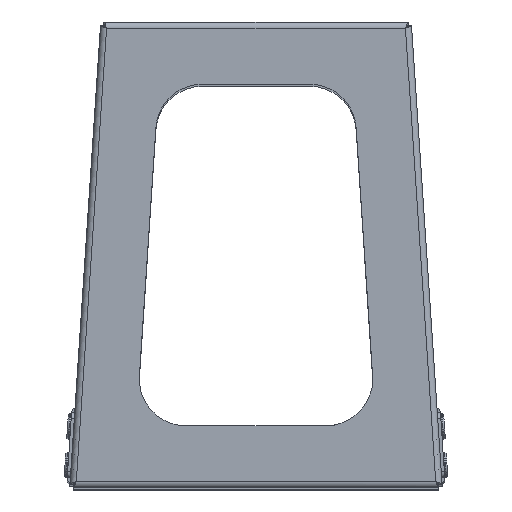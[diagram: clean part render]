
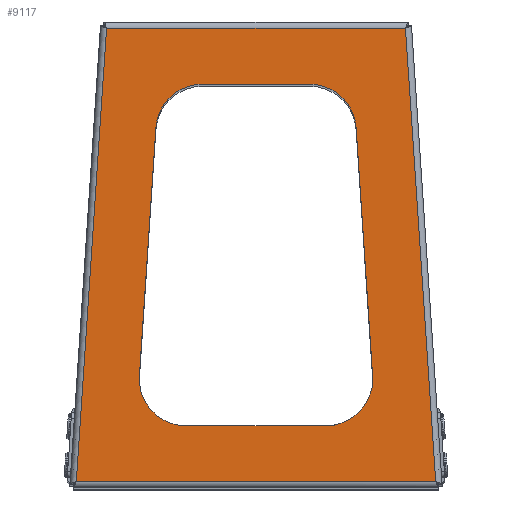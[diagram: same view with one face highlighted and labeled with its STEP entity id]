
A CAD part, top view. The second image highlights one B-rep face of the part: STEP entity #9117.
In plain terms, the highlighted planar face has unit normal (0, 0, 1).
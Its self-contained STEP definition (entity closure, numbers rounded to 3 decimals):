
#306 = ORIENTED_EDGE ( 'NONE', *, *, #1864, .T. ) ;
#325 = FACE_BOUND ( 'NONE', #2243, .T. ) ;
#534 = DIRECTION ( 'NONE',  ( 0., 0., 1. ) ) ;
#597 = DIRECTION ( 'NONE',  ( -1., 0., 0. ) ) ;
#602 = LINE ( 'NONE', #8716, #12079 ) ;
#613 = CARTESIAN_POINT ( 'NONE',  ( -115.724, -146., 0. ) ) ;
#874 = EDGE_CURVE ( 'NONE', #8439, #6794, #10836, .T. ) ;
#912 = AXIS2_PLACEMENT_3D ( 'NONE', #2456, #10110, #1226 ) ;
#1077 = EDGE_LOOP ( 'NONE', ( #306, #1685, #2980, #5464 ) ) ;
#1206 = ORIENTED_EDGE ( 'NONE', *, *, #874, .F. ) ;
#1222 = ORIENTED_EDGE ( 'NONE', *, *, #4161, .F. ) ;
#1226 = DIRECTION ( 'NONE',  ( 1., 0., 0. ) ) ;
#1372 = CARTESIAN_POINT ( 'NONE',  ( -96.258, 146., 0. ) ) ;
#1498 = EDGE_CURVE ( 'NONE', #6794, #6184, #3654, .T. ) ;
#1566 = AXIS2_PLACEMENT_3D ( 'NONE', #9431, #534, #597 ) ;
#1641 = EDGE_CURVE ( 'NONE', #1759, #3740, #8357, .T. ) ;
#1685 = ORIENTED_EDGE ( 'NONE', *, *, #6664, .T. ) ;
#1700 = VERTEX_POINT ( 'NONE', #1935 ) ;
#1707 = DIRECTION ( 'NONE',  ( -0.067, -0.998, 0. ) ) ;
#1759 = VERTEX_POINT ( 'NONE', #5070 ) ;
#1786 = DIRECTION ( 'NONE',  ( 1., 0., 0. ) ) ;
#1864 = EDGE_CURVE ( 'NONE', #11163, #10296, #602, .T. ) ;
#1871 = DIRECTION ( 'NONE',  ( 1., 0., 0. ) ) ;
#1935 = CARTESIAN_POINT ( 'NONE',  ( -64.445, 81.996, 0. ) ) ;
#1978 = EDGE_CURVE ( 'NONE', #5209, #11074, #2984, .T. ) ;
#1986 = VECTOR ( 'NONE', #2584, 1000. ) ;
#2243 = EDGE_LOOP ( 'NONE', ( #12135, #9603, #1206, #1222, #4686, #4230, #2924, #5065, #8340 ) ) ;
#2244 = DIRECTION ( 'NONE',  ( -1., 0., 0. ) ) ;
#2289 = DIRECTION ( 'NONE',  ( -1., 0., 0. ) ) ;
#2456 = CARTESIAN_POINT ( 'NONE',  ( 0., 0., 0. ) ) ;
#2476 = VECTOR ( 'NONE', #3624, 1000. ) ;
#2513 = DIRECTION ( 'NONE',  ( 0., 0., 1. ) ) ;
#2584 = DIRECTION ( 'NONE',  ( -1., 0., 0. ) ) ;
#2644 = CARTESIAN_POINT ( 'NONE',  ( -34.511, 110., 0. ) ) ;
#2872 = CARTESIAN_POINT ( 'NONE',  ( 115.724, -146., 0. ) ) ;
#2916 = LINE ( 'NONE', #7604, #5254 ) ;
#2921 = CARTESIAN_POINT ( 'NONE',  ( -64.445, 81.996, 0. ) ) ;
#2924 = ORIENTED_EDGE ( 'NONE', *, *, #5623, .F. ) ;
#2925 = DIRECTION ( 'NONE',  ( -0.067, 0.998, 0. ) ) ;
#2980 = ORIENTED_EDGE ( 'NONE', *, *, #1978, .T. ) ;
#2984 = LINE ( 'NONE', #11926, #4458 ) ;
#2988 = CARTESIAN_POINT ( 'NONE',  ( 96.258, 146., 0. ) ) ;
#3079 = DIRECTION ( 'NONE',  ( 0., 0., 1. ) ) ;
#3185 = LINE ( 'NONE', #5234, #11877 ) ;
#3244 = DIRECTION ( 'NONE',  ( 0., 0., 1. ) ) ;
#3390 = CARTESIAN_POINT ( 'NONE',  ( 45.178, -110., 0. ) ) ;
#3480 = EDGE_CURVE ( 'NONE', #5490, #1700, #8104, .T. ) ;
#3624 = DIRECTION ( 'NONE',  ( -0.067, -0.998, 0. ) ) ;
#3654 = LINE ( 'NONE', #4541, #11030 ) ;
#3702 = CARTESIAN_POINT ( 'NONE',  ( 75.112, -78.004, 0. ) ) ;
#3740 = VERTEX_POINT ( 'NONE', #3702 ) ;
#3987 = LINE ( 'NONE', #11848, #4647 ) ;
#4161 = EDGE_CURVE ( 'NONE', #1700, #8439, #12447, .T. ) ;
#4168 = DIRECTION ( 'NONE',  ( 0., 0., 1. ) ) ;
#4230 = ORIENTED_EDGE ( 'NONE', *, *, #6444, .F. ) ;
#4458 = VECTOR ( 'NONE', #2925, 1000. ) ;
#4541 = CARTESIAN_POINT ( 'NONE',  ( -45.178, -110., 0. ) ) ;
#4647 = VECTOR ( 'NONE', #6950, 1000. ) ;
#4686 = ORIENTED_EDGE ( 'NONE', *, *, #3480, .F. ) ;
#5057 = AXIS2_PLACEMENT_3D ( 'NONE', #7087, #3244, #11017 ) ;
#5065 = ORIENTED_EDGE ( 'NONE', *, *, #11340, .F. ) ;
#5070 = CARTESIAN_POINT ( 'NONE',  ( 75.178, -80., 0. ) ) ;
#5209 = VERTEX_POINT ( 'NONE', #2872 ) ;
#5234 = CARTESIAN_POINT ( 'NONE',  ( 98.06, 146., 0. ) ) ;
#5254 = VECTOR ( 'NONE', #9613, 1000. ) ;
#5318 = VERTEX_POINT ( 'NONE', #10178 ) ;
#5464 = ORIENTED_EDGE ( 'NONE', *, *, #10556, .T. ) ;
#5490 = VERTEX_POINT ( 'NONE', #2644 ) ;
#5527 = CARTESIAN_POINT ( 'NONE',  ( 45.178, -80., 0. ) ) ;
#5623 = EDGE_CURVE ( 'NONE', #7859, #5318, #10293, .T. ) ;
#6184 = VERTEX_POINT ( 'NONE', #3390 ) ;
#6232 = CARTESIAN_POINT ( 'NONE',  ( -45.178, -110., 0. ) ) ;
#6444 = EDGE_CURVE ( 'NONE', #5318, #5490, #10310, .T. ) ;
#6664 = EDGE_CURVE ( 'NONE', #10296, #5209, #3987, .T. ) ;
#6794 = VERTEX_POINT ( 'NONE', #6232 ) ;
#6950 = DIRECTION ( 'NONE',  ( 1., 0., 0. ) ) ;
#7055 = CARTESIAN_POINT ( 'NONE',  ( -75.112, -78.004, 0. ) ) ;
#7087 = CARTESIAN_POINT ( 'NONE',  ( 45.178, -80., 0. ) ) ;
#7209 = PLANE ( 'NONE',  #912 ) ;
#7604 = CARTESIAN_POINT ( 'NONE',  ( 75.112, -78.004, 0. ) ) ;
#7768 = AXIS2_PLACEMENT_3D ( 'NONE', #5527, #2513, #11196 ) ;
#7859 = VERTEX_POINT ( 'NONE', #10874 ) ;
#7962 = CARTESIAN_POINT ( 'NONE',  ( -34.511, 80., 0. ) ) ;
#8104 = CIRCLE ( 'NONE', #12235, 30. ) ;
#8340 = ORIENTED_EDGE ( 'NONE', *, *, #1641, .F. ) ;
#8357 = CIRCLE ( 'NONE', #5057, 30. ) ;
#8439 = VERTEX_POINT ( 'NONE', #7055 ) ;
#8716 = CARTESIAN_POINT ( 'NONE',  ( -96.138, 147.799, 0. ) ) ;
#9117 = ADVANCED_FACE ( 'NONE', ( #325, #12173 ), #7209, .T. ) ;
#9431 = CARTESIAN_POINT ( 'NONE',  ( -45.178, -80., 0. ) ) ;
#9603 = ORIENTED_EDGE ( 'NONE', *, *, #1498, .F. ) ;
#9613 = DIRECTION ( 'NONE',  ( -0.067, 0.998, 0. ) ) ;
#10035 = CARTESIAN_POINT ( 'NONE',  ( 34.511, 80., 0. ) ) ;
#10036 = CIRCLE ( 'NONE', #7768, 30. ) ;
#10110 = DIRECTION ( 'NONE',  ( 0., 0., 1. ) ) ;
#10178 = CARTESIAN_POINT ( 'NONE',  ( 34.511, 110., 0. ) ) ;
#10293 = CIRCLE ( 'NONE', #10710, 30. ) ;
#10296 = VERTEX_POINT ( 'NONE', #613 ) ;
#10310 = LINE ( 'NONE', #11476, #1986 ) ;
#10556 = EDGE_CURVE ( 'NONE', #11074, #11163, #3185, .T. ) ;
#10710 = AXIS2_PLACEMENT_3D ( 'NONE', #10035, #4168, #2244 ) ;
#10836 = CIRCLE ( 'NONE', #1566, 30. ) ;
#10874 = CARTESIAN_POINT ( 'NONE',  ( 64.445, 81.996, 0. ) ) ;
#11017 = DIRECTION ( 'NONE',  ( -1., 0., 0. ) ) ;
#11030 = VECTOR ( 'NONE', #1786, 1000. ) ;
#11074 = VERTEX_POINT ( 'NONE', #2988 ) ;
#11163 = VERTEX_POINT ( 'NONE', #1372 ) ;
#11196 = DIRECTION ( 'NONE',  ( -1., 0., 0. ) ) ;
#11340 = EDGE_CURVE ( 'NONE', #3740, #7859, #2916, .T. ) ;
#11476 = CARTESIAN_POINT ( 'NONE',  ( -34.511, 110., 0. ) ) ;
#11672 = EDGE_CURVE ( 'NONE', #6184, #1759, #10036, .T. ) ;
#11848 = CARTESIAN_POINT ( 'NONE',  ( -117.789, -146., 0. ) ) ;
#11877 = VECTOR ( 'NONE', #2289, 1000. ) ;
#11926 = CARTESIAN_POINT ( 'NONE',  ( 115.862, -148.06, 0. ) ) ;
#12079 = VECTOR ( 'NONE', #1707, 1000. ) ;
#12135 = ORIENTED_EDGE ( 'NONE', *, *, #11672, .F. ) ;
#12173 = FACE_OUTER_BOUND ( 'NONE', #1077, .T. ) ;
#12235 = AXIS2_PLACEMENT_3D ( 'NONE', #7962, #3079, #1871 ) ;
#12447 = LINE ( 'NONE', #2921, #2476 ) ;
